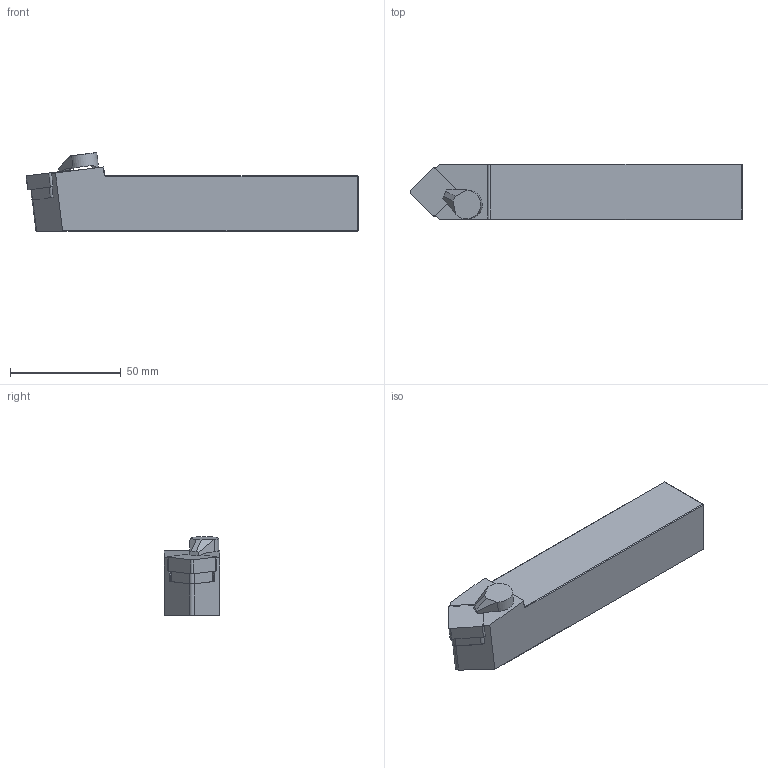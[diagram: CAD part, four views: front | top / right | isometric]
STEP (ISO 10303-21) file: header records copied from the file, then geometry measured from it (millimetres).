
FILE_DESCRIPTION(/* description */ (''),/* implementation_level */ '2;1');
FILE_NAME(/* name */ 'PSDNN-2525-M15C.stp',/* time_stamp */ '2023-09-29T15:39:56+03:00',/* author */ (''),/* organization */ (''),/* preprocessor_version */ 'ST-DEVELOPER v19.4',/* originating_system */ 'SIEMENS PLM Software NX2306.3001',/* authorisation */ '');
FILE_SCHEMA (('AUTOMOTIVE_DESIGN { 1 0 10303 214 3 1 1 1 }'));
Length unit declared in the file: millimetre
Products named in the file (1): PSDNN-2525-M15C
Bounding box: 149.67 x 25 x 35.5 mm (x, y, z)
Volume: 90944 mm3; surface area: 16945.2 mm2
Topology: 2 solids, 2 shells, 63 faces, 156 edges, 98 vertices
Faces by surface type: plane 47, cylinder 12, cone 3, torus 1
Entity records: 1887 total; most frequent: CARTESIAN_POINT 345, DIRECTION 313, ORIENTED_EDGE 312, EDGE_CURVE 156, LINE 119, VECTOR 119, VERTEX_POINT 98, AXIS2_PLACEMENT_3D 97
